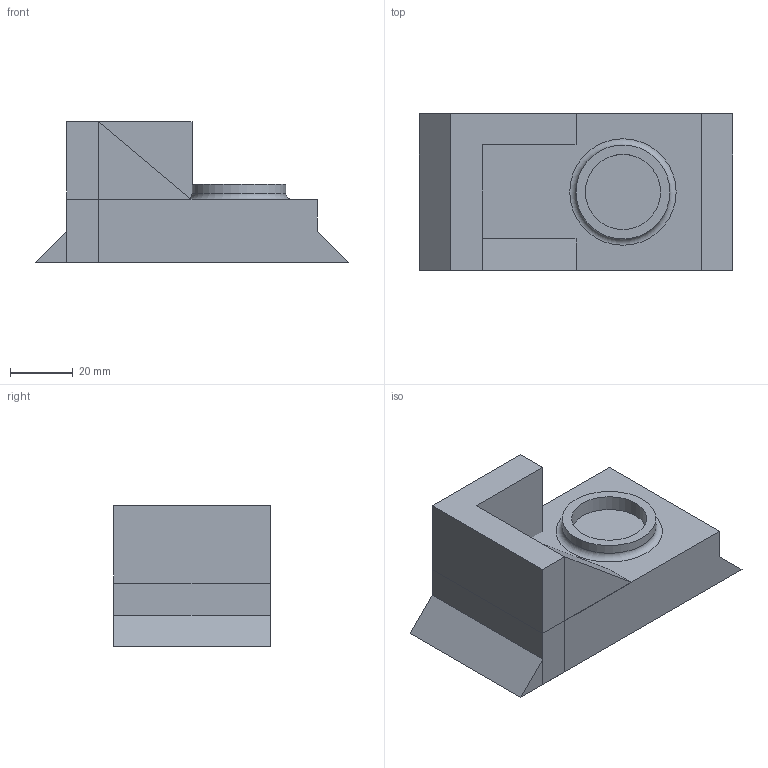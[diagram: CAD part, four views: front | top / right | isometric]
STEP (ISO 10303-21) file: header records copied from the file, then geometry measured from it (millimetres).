
FILE_DESCRIPTION(/* description */ (''),/* implementation_level */ '2;1');
FILE_NAME(/* name */ 'Exercise-42 v1.step',/* time_stamp */ '2025-09-28T13:31:13+05:30',/* author */ (''),/* organization */ (''),/* preprocessor_version */ 'ST-DEVELOPER v20.1',/* originating_system */ 'Autodesk Translation Framework v14.17.0.0',/* authorisation */ '');
FILE_SCHEMA (('AUTOMOTIVE_DESIGN { 1 0 10303 214 3 1 1 }'));
Length unit declared in the file: millimetre
Products named in the file (1): Exercise-42
Bounding box: 100 x 50 x 45 mm (x, y, z)
Volume: 126105.7 mm3; surface area: 26973.8 mm2
Topology: 3 solids, 3 shells, 26 faces, 53 edges, 35 vertices
Faces by surface type: plane 23, cylinder 2, torus 1
Full cylindrical faces by diameter (mm): 24 x1, 30 x1
Entity records: 761 total; most frequent: CARTESIAN_POINT 115, DIRECTION 113, ORIENTED_EDGE 106, EDGE_CURVE 53, LINE 47, VECTOR 47, VERTEX_POINT 35, AXIS2_PLACEMENT_3D 33
